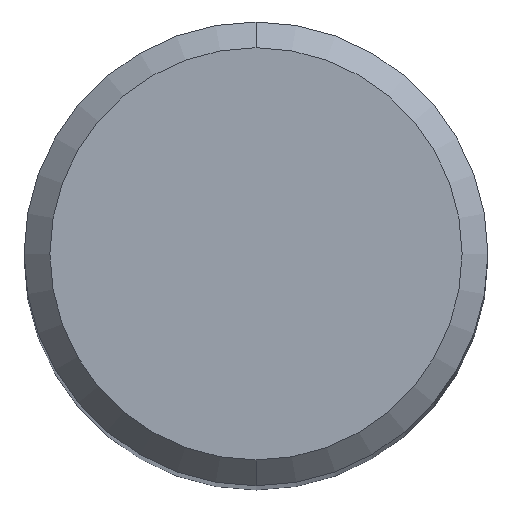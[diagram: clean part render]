
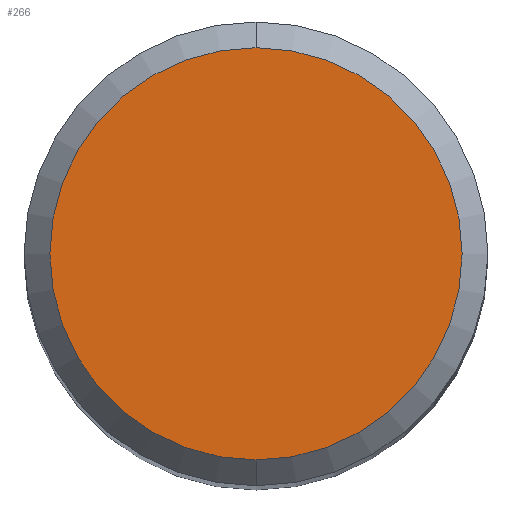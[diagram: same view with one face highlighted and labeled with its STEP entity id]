
A CAD part, top view. The second image highlights one B-rep face of the part: STEP entity #266.
In plain terms, the highlighted planar face has unit normal (0, 0, 1).
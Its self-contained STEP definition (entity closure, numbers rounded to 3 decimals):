
#172=EDGE_CURVE('',#184,#220,#384,.T.);
#184=VERTEX_POINT('',#396);
#220=VERTEX_POINT('',#439);
#232=EDGE_CURVE('',#220,#184,#453,.T.);
#266=ADVANCED_FACE('',(#491),#492,.T.);
#384=CIRCLE('',#617,4.0);
#396=CARTESIAN_POINT('',(0.,-4.0,46.3));
#439=CARTESIAN_POINT('',(0.0,4.0,46.3));
#453=CIRCLE('',#702,4.0);
#491=FACE_OUTER_BOUND('',#755,.T.);
#492=PLANE('',#756);
#617=AXIS2_PLACEMENT_3D('',#897,#898,#899);
#702=AXIS2_PLACEMENT_3D('',#991,#992,#993);
#755=EDGE_LOOP('',(#1047,#1048));
#756=AXIS2_PLACEMENT_3D('',#1049,#1050,#1051);
#897=CARTESIAN_POINT('',(0.0,0.0,46.3));
#898=DIRECTION('',(0.0,0.0,-1.0));
#899=DIRECTION('',(0.0,1.0,0.0));
#991=CARTESIAN_POINT('',(0.0,0.0,46.3));
#992=DIRECTION('',(0.0,0.0,-1.0));
#993=DIRECTION('',(0.0,1.0,0.0));
#1047=ORIENTED_EDGE('',*,*,#232,.F.);
#1048=ORIENTED_EDGE('',*,*,#172,.F.);
#1049=CARTESIAN_POINT('',(0.0,2.0,46.3));
#1050=DIRECTION('',(-0.0,0.0,1.0));
#1051=DIRECTION('',(0.0,-1.0,0.0));
